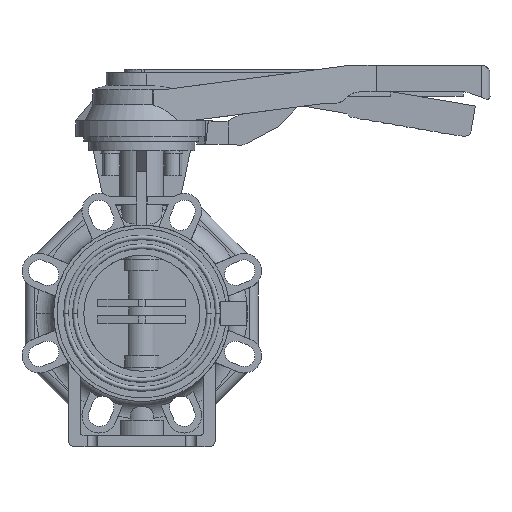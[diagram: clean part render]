
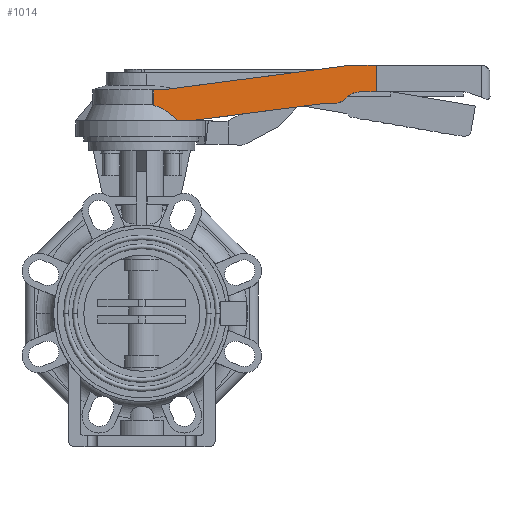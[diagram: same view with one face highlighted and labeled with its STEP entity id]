
A CAD part, front view. The second image highlights one B-rep face of the part: STEP entity #1014.
In plain terms, the highlighted planar face has unit normal (0.135, -0.991, 0).
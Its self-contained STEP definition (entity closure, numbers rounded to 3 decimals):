
#1014=ADVANCED_FACE('',(#2459),#2460,.F.);
#2459=FACE_OUTER_BOUND('',#4368,.T.);
#2460=PLANE('',#4369);
#4368=EDGE_LOOP('',(#7523,#7524,#7525,#7526,#7527,#7528,#7529,#7530,#7531,#7532,#7533,#7534,#7535));
#4369=AXIS2_PLACEMENT_3D('',#7536,#7537,#7538);
#7523=ORIENTED_EDGE('',*,*,#12063,.T.);
#7524=ORIENTED_EDGE('',*,*,#12661,.F.);
#7525=ORIENTED_EDGE('',*,*,#12662,.F.);
#7526=ORIENTED_EDGE('',*,*,#12663,.F.);
#7527=ORIENTED_EDGE('',*,*,#12664,.F.);
#7528=ORIENTED_EDGE('',*,*,#12665,.F.);
#7529=ORIENTED_EDGE('',*,*,#12620,.F.);
#7530=ORIENTED_EDGE('',*,*,#12576,.F.);
#7531=ORIENTED_EDGE('',*,*,#12635,.F.);
#7532=ORIENTED_EDGE('',*,*,#12659,.F.);
#7533=ORIENTED_EDGE('',*,*,#12567,.F.);
#7534=ORIENTED_EDGE('',*,*,#12666,.F.);
#7535=ORIENTED_EDGE('',*,*,#12667,.F.);
#7536=CARTESIAN_POINT('',(103.936,-28.578,248.303));
#7537=DIRECTION('',(-0.135,0.991,0.0));
#7538=DIRECTION('',(0.991,0.135,0.0));
#12063=EDGE_CURVE('',#14703,#14700,#14704,.T.);
#12567=EDGE_CURVE('',#15469,#15471,#15472,.T.);
#12576=EDGE_CURVE('',#15485,#15487,#15488,.T.);
#12620=EDGE_CURVE('',#15487,#15547,#15548,.T.);
#12635=EDGE_CURVE('',#15567,#15485,#15569,.T.);
#12659=EDGE_CURVE('',#15471,#15567,#15600,.T.);
#12661=EDGE_CURVE('',#15602,#14700,#15603,.T.);
#12662=EDGE_CURVE('',#15604,#15602,#15605,.T.);
#12663=EDGE_CURVE('',#15606,#15604,#15607,.T.);
#12664=EDGE_CURVE('',#15608,#15606,#15609,.T.);
#12665=EDGE_CURVE('',#15547,#15608,#15610,.T.);
#12666=EDGE_CURVE('',#15611,#15469,#15612,.T.);
#12667=EDGE_CURVE('',#14703,#15611,#15613,.T.);
#14700=VERTEX_POINT('',#18896);
#14703=VERTEX_POINT('',#18899);
#14704=(B_SPLINE_CURVE(2,(#18901,#18902,#18903),.UNSPECIFIED.,.F.,.F.)B_SPLINE_CURVE_WITH_KNOTS((3,3),(0.0,29.364),.UNSPECIFIED.)RATIONAL_B_SPLINE_CURVE((1.0,1.04,1.0))BOUNDED_CURVE()REPRESENTATION_ITEM('')GEOMETRIC_REPRESENTATION_ITEM()CURVE());
#15469=VERTEX_POINT('',#20019);
#15471=VERTEX_POINT('',#20022);
#15472=LINE('',#20023,#20024);
#15485=VERTEX_POINT('',#20043);
#15487=VERTEX_POINT('',#20046);
#15488=LINE('',#20047,#20048);
#15547=VERTEX_POINT('',#20140);
#15548=ELLIPSE('',#20141,15.139,15.);
#15567=VERTEX_POINT('',#20184);
#15569=LINE('',#20187,#20188);
#15600=LINE('',#20248,#20249);
#15602=VERTEX_POINT('',#20251);
#15603=LINE('',#20252,#20253);
#15604=VERTEX_POINT('',#20254);
#15605=LINE('',#20255,#20256);
#15606=VERTEX_POINT('',#20257);
#15607=LINE('',#20258,#20259);
#15608=VERTEX_POINT('',#20260);
#15609=ELLIPSE('',#20261,15.139,15.);
#15610=LINE('',#20262,#20263);
#15611=VERTEX_POINT('',#20264);
#15612=LINE('',#20265,#20266);
#15613=LINE('',#20267,#20268);
#18896=CARTESIAN_POINT('',(30.985,-38.533,165.697));
#18899=CARTESIAN_POINT('',(10.203,-41.369,178.98));
#18901=CARTESIAN_POINT('',(5.897,-41.956,179.446));
#18902=CARTESIAN_POINT('',(17.474,-40.376,179.355));
#18903=CARTESIAN_POINT('',(30.985,-38.533,165.697));
#20019=CARTESIAN_POINT('',(17.946,-40.312,192.412));
#20022=CARTESIAN_POINT('',(178.975,-18.338,213.606));
#20023=CARTESIAN_POINT('',(108.686,-27.93,204.355));
#20024=VECTOR('',#26692,1.0);
#20043=CARTESIAN_POINT('',(201.975,-15.2,190.697));
#20046=CARTESIAN_POINT('',(187.584,-17.164,190.697));
#20047=CARTESIAN_POINT('',(171.626,-19.341,190.697));
#20048=VECTOR('',#26700,1.0);
#20140=CARTESIAN_POINT('',(176.978,-18.611,186.304));
#20141=AXIS2_PLACEMENT_3D('',#26740,#26741,#26742);
#20184=CARTESIAN_POINT('',(201.975,-15.2,213.606));
#20187=CARTESIAN_POINT('',(201.975,-15.2,248.303));
#20188=VECTOR('',#26755,1.0);
#20248=CARTESIAN_POINT('',(173.317,-19.111,213.606));
#20249=VECTOR('',#26778,1.0);
#20251=CARTESIAN_POINT('',(41.,-37.166,165.697));
#20252=CARTESIAN_POINT('',(54.832,-35.279,165.697));
#20253=VECTOR('',#26779,1.0);
#20254=CARTESIAN_POINT('',(156.371,-21.423,180.697));
#20255=CARTESIAN_POINT('',(110.639,-27.663,174.751));
#20256=VECTOR('',#26780,1.0);
#20257=CARTESIAN_POINT('',(165.158,-20.224,180.697));
#20258=CARTESIAN_POINT('',(136.516,-24.132,180.697));
#20259=VECTOR('',#26781,1.0);
#20260=CARTESIAN_POINT('',(175.764,-18.777,185.09));
#20261=AXIS2_PLACEMENT_3D('',#26782,#26783,#26784);
#20262=CARTESIAN_POINT('',(175.632,-18.795,184.958));
#20263=VECTOR('',#26785,1.0);
#20264=CARTESIAN_POINT('',(10.203,-41.369,192.412));
#20265=CARTESIAN_POINT('',(62.007,-34.299,192.412));
#20266=VECTOR('',#26786,1.0);
#20267=CARTESIAN_POINT('',(10.203,-41.369,220.495));
#20268=VECTOR('',#26787,1.0);
#26692=DIRECTION('',(0.982,0.134,0.129));
#26700=DIRECTION('',(-0.991,-0.135,-0.0));
#26740=CARTESIAN_POINT('',(187.584,-17.164,175.697));
#26741=DIRECTION('',(0.135,-0.991,0.0));
#26742=DIRECTION('',(-0.991,-0.135,0.));
#26755=DIRECTION('',(0.0,0.0,-1.0));
#26778=DIRECTION('',(0.991,0.135,-0.0));
#26779=DIRECTION('',(-0.991,-0.135,0.0));
#26780=DIRECTION('',(-0.983,-0.134,-0.128));
#26781=DIRECTION('',(-0.991,-0.135,-0.0));
#26782=CARTESIAN_POINT('',(165.158,-20.224,195.697));
#26783=DIRECTION('',(-0.135,0.991,0.));
#26784=DIRECTION('',(0.991,0.135,0.));
#26785=DIRECTION('',(-0.704,-0.096,-0.704));
#26786=DIRECTION('',(0.991,0.135,-0.0));
#26787=DIRECTION('',(0.0,0.0,1.0));
